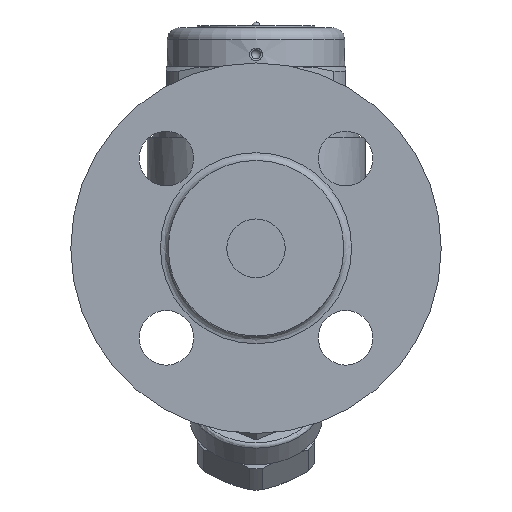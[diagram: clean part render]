
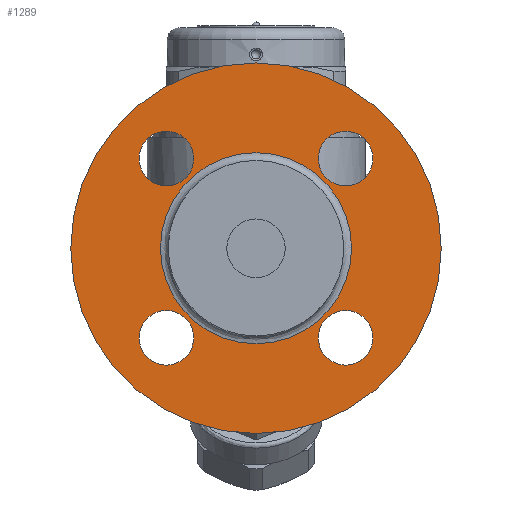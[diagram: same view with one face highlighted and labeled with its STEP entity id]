
A CAD part, left-side view. The second image highlights one B-rep face of the part: STEP entity #1289.
In plain terms, the highlighted planar face has unit normal (-1, 0, 0).
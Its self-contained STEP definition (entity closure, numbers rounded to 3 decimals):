
#683=CARTESIAN_POINT('',(-73.,-29.981,-22.981));
#684=VERTEX_POINT('',#683);
#685=CARTESIAN_POINT('',(-73.,-22.981,-22.981));
#686=DIRECTION('',(1.0,0.0,0.0));
#687=DIRECTION('',(0.0,-1.0,0.0));
#688=AXIS2_PLACEMENT_3D('',#685,#686,#687);
#689=CIRCLE('',#688,7.);
#690=EDGE_CURVE('',#684,#684,#689,.T.);
#732=CARTESIAN_POINT('',(-73.,22.981,-29.981));
#733=VERTEX_POINT('',#732);
#734=CARTESIAN_POINT('',(-73.,22.981,-22.981));
#735=DIRECTION('',(1.0,0.0,0.0));
#736=DIRECTION('',(0.0,0.0,-1.0));
#737=AXIS2_PLACEMENT_3D('',#734,#735,#736);
#738=CIRCLE('',#737,7.);
#739=EDGE_CURVE('',#733,#733,#738,.T.);
#781=CARTESIAN_POINT('',(-73.,29.981,22.981));
#782=VERTEX_POINT('',#781);
#783=CARTESIAN_POINT('',(-73.,22.981,22.981));
#784=DIRECTION('',(1.0,0.0,0.0));
#785=DIRECTION('',(0.0,1.0,0.0));
#786=AXIS2_PLACEMENT_3D('',#783,#784,#785);
#787=CIRCLE('',#786,7.);
#788=EDGE_CURVE('',#782,#782,#787,.T.);
#830=CARTESIAN_POINT('',(-73.,-22.981,29.981));
#831=VERTEX_POINT('',#830);
#832=CARTESIAN_POINT('',(-73.,-22.981,22.981));
#833=DIRECTION('',(1.0,0.0,0.0));
#834=DIRECTION('',(0.0,0.0,1.0));
#835=AXIS2_PLACEMENT_3D('',#832,#833,#834);
#836=CIRCLE('',#835,7.);
#837=EDGE_CURVE('',#831,#831,#836,.T.);
#1110=CARTESIAN_POINT('',(-73.,0.0,47.5));
#1111=VERTEX_POINT('',#1110);
#1112=CARTESIAN_POINT('',(-73.,0.0,0.));
#1113=DIRECTION('',(-1.0,0.0,0.0));
#1114=DIRECTION('',(0.0,0.0,1.0));
#1115=AXIS2_PLACEMENT_3D('',#1112,#1113,#1114);
#1116=CIRCLE('',#1115,47.5);
#1117=EDGE_CURVE('',#1111,#1111,#1116,.T.);
#1243=CARTESIAN_POINT('',(-73.,0.0,24.5));
#1244=VERTEX_POINT('',#1243);
#1245=CARTESIAN_POINT('',(-73.,0.0,0.));
#1246=DIRECTION('',(-1.0,0.0,0.0));
#1247=DIRECTION('',(0.0,0.0,-1.0));
#1248=AXIS2_PLACEMENT_3D('',#1245,#1246,#1247);
#1249=CIRCLE('',#1248,24.5);
#1250=EDGE_CURVE('',#1244,#1244,#1249,.T.);
#1266=CARTESIAN_POINT('',(-73.,0.0,35.));
#1267=DIRECTION('',(-1.0,0.0,0.0));
#1268=DIRECTION('',(0.0,0.0,1.0));
#1269=AXIS2_PLACEMENT_3D('',#1266,#1267,#1268);
#1270=PLANE('',#1269);
#1271=ORIENTED_EDGE('',*,*,#1117,.T.);
#1272=EDGE_LOOP('',(#1271));
#1273=FACE_OUTER_BOUND('',#1272,.T.);
#1274=ORIENTED_EDGE('',*,*,#690,.T.);
#1275=EDGE_LOOP('',(#1274));
#1276=FACE_BOUND('',#1275,.T.);
#1277=ORIENTED_EDGE('',*,*,#739,.T.);
#1278=EDGE_LOOP('',(#1277));
#1279=FACE_BOUND('',#1278,.T.);
#1280=ORIENTED_EDGE('',*,*,#788,.T.);
#1281=EDGE_LOOP('',(#1280));
#1282=FACE_BOUND('',#1281,.T.);
#1283=ORIENTED_EDGE('',*,*,#837,.T.);
#1284=EDGE_LOOP('',(#1283));
#1285=FACE_BOUND('',#1284,.T.);
#1286=ORIENTED_EDGE('',*,*,#1250,.F.);
#1287=EDGE_LOOP('',(#1286));
#1288=FACE_BOUND('',#1287,.T.);
#1289=ADVANCED_FACE('',(#1273,#1276,#1279,#1282,#1285,#1288),#1270,.T.);
